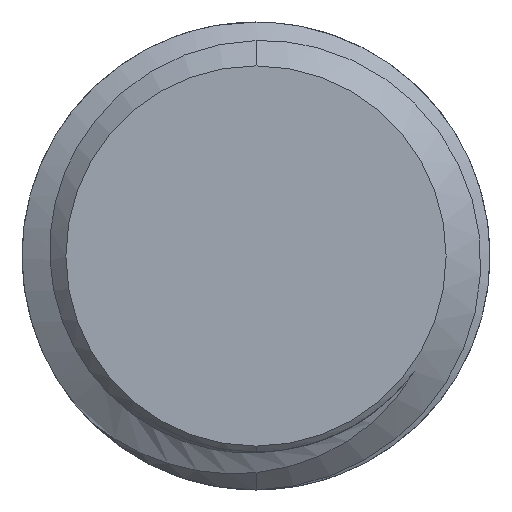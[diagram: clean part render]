
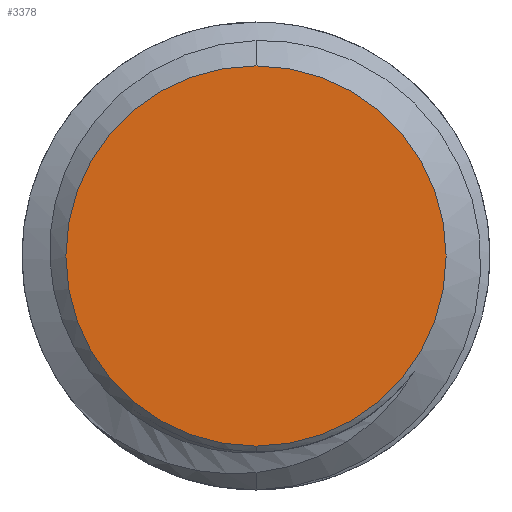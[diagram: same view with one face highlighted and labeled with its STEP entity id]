
A CAD part, left-side view. The second image highlights one B-rep face of the part: STEP entity #3378.
In plain terms, the highlighted planar face has unit normal (-1, 0, 0).
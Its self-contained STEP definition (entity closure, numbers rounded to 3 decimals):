
#61 = FACE_OUTER_BOUND ( 'NONE', #2274, .T. ) ;
#2274 = EDGE_LOOP ( 'NONE', ( #8078, #8016 ) ) ;
#3349 = CIRCLE ( 'NONE', #5338, 8.125 ) ;
#3369 = CIRCLE ( 'NONE', #5339, 8.125 ) ;
#3378 = ADVANCED_FACE ( 'NONE', ( #61 ), #3486, .F. ) ;
#3466 = VERTEX_POINT ( 'NONE', #6410 ) ;
#3486 = PLANE ( 'NONE',  #5267 ) ;
#3509 = CARTESIAN_POINT ( 'NONE',  ( -37.5, 0., 0. ) ) ;
#3555 = DIRECTION ( 'NONE',  ( 0., 0., -1. ) ) ;
#3558 = DIRECTION ( 'NONE',  ( 1., 0., 0. ) ) ;
#3704 = VERTEX_POINT ( 'NONE', #6322 ) ;
#4622 = DIRECTION ( 'NONE',  ( 0., 0., -1. ) ) ;
#4623 = DIRECTION ( 'NONE',  ( -1., 0., 0. ) ) ;
#4627 = CARTESIAN_POINT ( 'NONE',  ( -37.5, 0., 0. ) ) ;
#4634 = DIRECTION ( 'NONE',  ( 0., 0., -1. ) ) ;
#4635 = DIRECTION ( 'NONE',  ( -1., 0., 0. ) ) ;
#4638 = CARTESIAN_POINT ( 'NONE',  ( -37.5, 0., 0. ) ) ;
#5230 = EDGE_CURVE ( 'NONE', #3704, #3466, #3349, .T. ) ;
#5232 = EDGE_CURVE ( 'NONE', #3466, #3704, #3369, .T. ) ;
#5267 = AXIS2_PLACEMENT_3D ( 'NONE', #3509, #3558, #3555 ) ;
#5338 = AXIS2_PLACEMENT_3D ( 'NONE', #4638, #4635, #4634 ) ;
#5339 = AXIS2_PLACEMENT_3D ( 'NONE', #4627, #4623, #4622 ) ;
#6322 = CARTESIAN_POINT ( 'NONE',  ( -37.5, 0., 8.125 ) ) ;
#6410 = CARTESIAN_POINT ( 'NONE',  ( -37.5, 0., -8.125 ) ) ;
#8016 = ORIENTED_EDGE ( 'NONE', *, *, #5230, .T. ) ;
#8078 = ORIENTED_EDGE ( 'NONE', *, *, #5232, .T. ) ;
